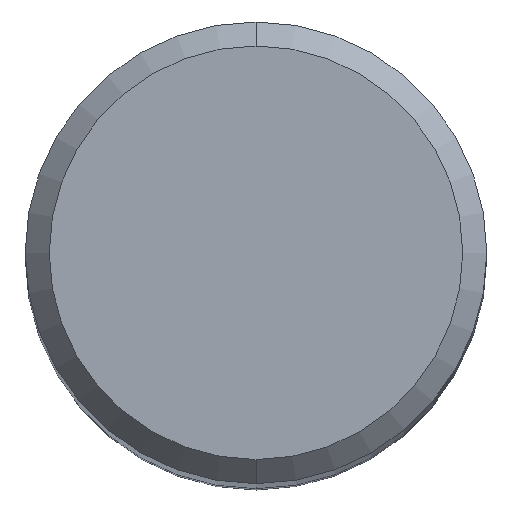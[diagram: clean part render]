
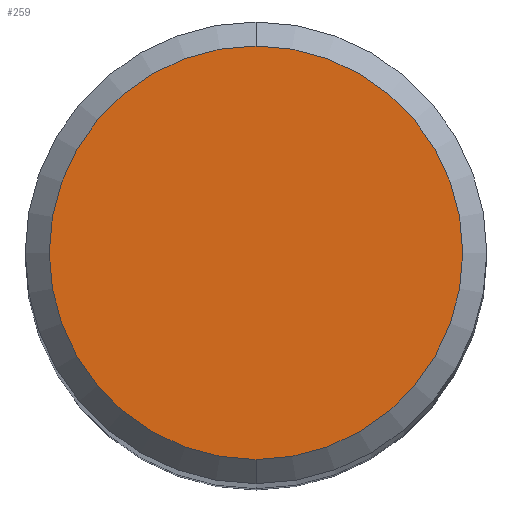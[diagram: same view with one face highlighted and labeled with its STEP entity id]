
A CAD part, top view. The second image highlights one B-rep face of the part: STEP entity #259.
In plain terms, the highlighted planar face has unit normal (0, 0, 1).
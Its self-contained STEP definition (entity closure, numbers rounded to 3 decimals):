
#139=EDGE_CURVE('',#289,#195,#370,.T.);
#195=VERTEX_POINT('',#433);
#259=ADVANCED_FACE('',(#504),#505,.T.);
#289=VERTEX_POINT('',#540);
#317=EDGE_CURVE('',#195,#289,#573,.T.);
#370=CIRCLE('',#622,4.3);
#433=CARTESIAN_POINT('',(0.0,4.3,0.0));
#504=FACE_OUTER_BOUND('',#795,.T.);
#505=PLANE('',#796);
#540=CARTESIAN_POINT('',(0.,-4.3,0.0));
#573=CIRCLE('',#878,4.3);
#622=AXIS2_PLACEMENT_3D('',#931,#932,#933);
#795=EDGE_LOOP('',(#1112,#1113));
#796=AXIS2_PLACEMENT_3D('',#1114,#1115,#1116);
#878=AXIS2_PLACEMENT_3D('',#1199,#1200,#1201);
#931=CARTESIAN_POINT('',(0.0,0.0,0.0));
#932=DIRECTION('',(0.0,0.0,-1.0));
#933=DIRECTION('',(0.0,1.0,0.0));
#1112=ORIENTED_EDGE('',*,*,#317,.F.);
#1113=ORIENTED_EDGE('',*,*,#139,.F.);
#1114=CARTESIAN_POINT('',(0.0,2.15,0.0));
#1115=DIRECTION('',(-0.0,0.0,1.0));
#1116=DIRECTION('',(0.0,-1.0,0.0));
#1199=CARTESIAN_POINT('',(0.0,0.0,0.0));
#1200=DIRECTION('',(0.0,0.0,-1.0));
#1201=DIRECTION('',(0.0,1.0,0.0));
